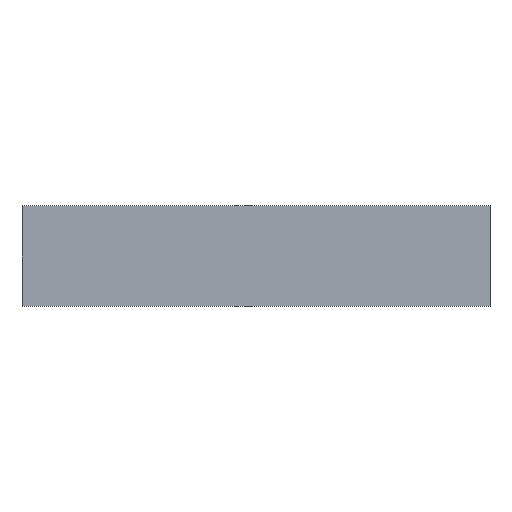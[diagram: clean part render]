
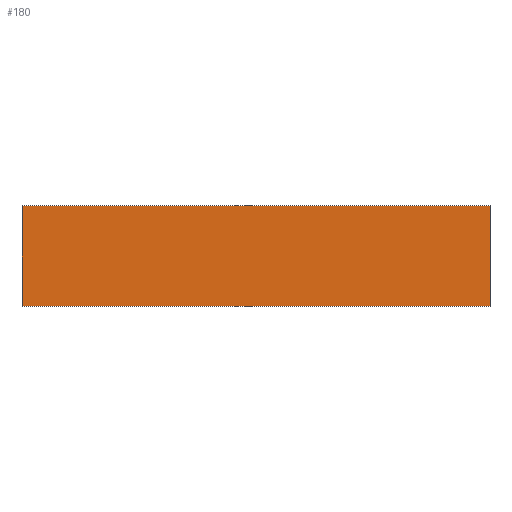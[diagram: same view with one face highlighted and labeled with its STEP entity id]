
A CAD part, top view. The second image highlights one B-rep face of the part: STEP entity #180.
In plain terms, the highlighted planar face has unit normal (0, 0, 1).
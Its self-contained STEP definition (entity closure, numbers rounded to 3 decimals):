
#172=AXIS2_PLACEMENT_3D('Plane Axis2P3D',#169,#170,#171) ;
#44=CARTESIAN_POINT('Vertex',(70.,14.98,0.025)) ;
#58=CARTESIAN_POINT('Vertex',(0.,14.98,0.025)) ;
#61=CARTESIAN_POINT('Line Origine',(35.,14.98,0.025)) ;
#89=CARTESIAN_POINT('Vertex',(0.,0.,0.025)) ;
#92=CARTESIAN_POINT('Line Origine',(0.,7.49,0.025)) ;
#120=CARTESIAN_POINT('Vertex',(70.,0.,0.025)) ;
#123=CARTESIAN_POINT('Line Origine',(35.,0.,0.025)) ;
#145=CARTESIAN_POINT('Line Origine',(70.,7.49,0.025)) ;
#169=CARTESIAN_POINT('Axis2P3D Location',(35.,7.49,0.025)) ;
#62=DIRECTION('Vector Direction',(-1.,0.,0.)) ;
#93=DIRECTION('Vector Direction',(0.,1.,0.)) ;
#124=DIRECTION('Vector Direction',(1.,0.,0.)) ;
#146=DIRECTION('Vector Direction',(0.,-1.,0.)) ;
#170=DIRECTION('Axis2P3D Direction',(0.,0.,1.)) ;
#171=DIRECTION('Axis2P3D XDirection',(0.,-1.,0.)) ;
#63=VECTOR('Line Direction',#62,1.) ;
#94=VECTOR('Line Direction',#93,1.) ;
#125=VECTOR('Line Direction',#124,1.) ;
#147=VECTOR('Line Direction',#146,1.) ;
#175=ORIENTED_EDGE('',*,*,#65,.T.) ;
#176=ORIENTED_EDGE('',*,*,#96,.T.) ;
#177=ORIENTED_EDGE('',*,*,#127,.T.) ;
#178=ORIENTED_EDGE('',*,*,#149,.T.) ;
#180=ADVANCED_FACE('S3D gedreht',(#179),#173,.T.) ;
#65=EDGE_CURVE('',#45,#59,#64,.T.) ;
#96=EDGE_CURVE('',#59,#90,#95,.F.) ;
#127=EDGE_CURVE('',#90,#121,#126,.T.) ;
#149=EDGE_CURVE('',#121,#45,#148,.F.) ;
#174=EDGE_LOOP('',(#175,#176,#177,#178)) ;
#179=FACE_OUTER_BOUND('',#174,.T.) ;
#64=LINE('Line',#61,#63) ;
#95=LINE('Line',#92,#94) ;
#126=LINE('Line',#123,#125) ;
#148=LINE('Line',#145,#147) ;
#173=PLANE('',#172) ;
#45=VERTEX_POINT('',#44) ;
#59=VERTEX_POINT('',#58) ;
#90=VERTEX_POINT('',#89) ;
#121=VERTEX_POINT('',#120) ;
